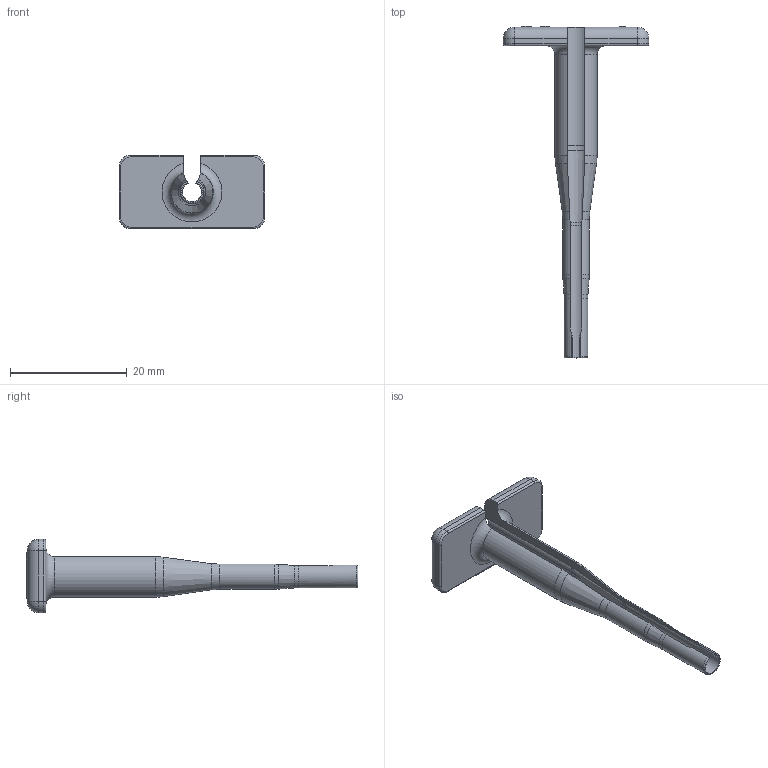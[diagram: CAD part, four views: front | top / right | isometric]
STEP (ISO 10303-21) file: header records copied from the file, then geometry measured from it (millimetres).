
FILE_DESCRIPTION((''),'2;1');
FILE_NAME('AT11-310-1605','2016-01-28T',('sullen.zhang'),(''),'PRO/ENGINEER BY PARAMETRIC TECHNOLOGY CORPORATION, 2013230','PRO/ENGINEER BY PARAMETRIC TECHNOLOGY CORPORATION, 2013230','');
FILE_SCHEMA(('CONFIG_CONTROL_DESIGN'));
Length unit declared in the file: millimetre
Products named in the file (1): AT11-310-1605
Bounding box: 25 x 56.85 x 12.6 mm (x, y, z)
Volume: 1462.9 mm3; surface area: 2219.6 mm2
Topology: 1 solids, 1 shells, 628 faces, 1768 edges, 1172 vertices
Faces by surface type: plane 586, cylinder 21, torus 9, bspline 5, sphere 4, cone 3
Entity records: 20129 total; most frequent: CARTESIAN_POINT 3895, ORIENTED_EDGE 3536, DIRECTION 3026, EDGE_CURVE 1768, VECTOR 1676, LINE 1676, VERTEX_POINT 1172, AXIS2_PLACEMENT_3D 675
